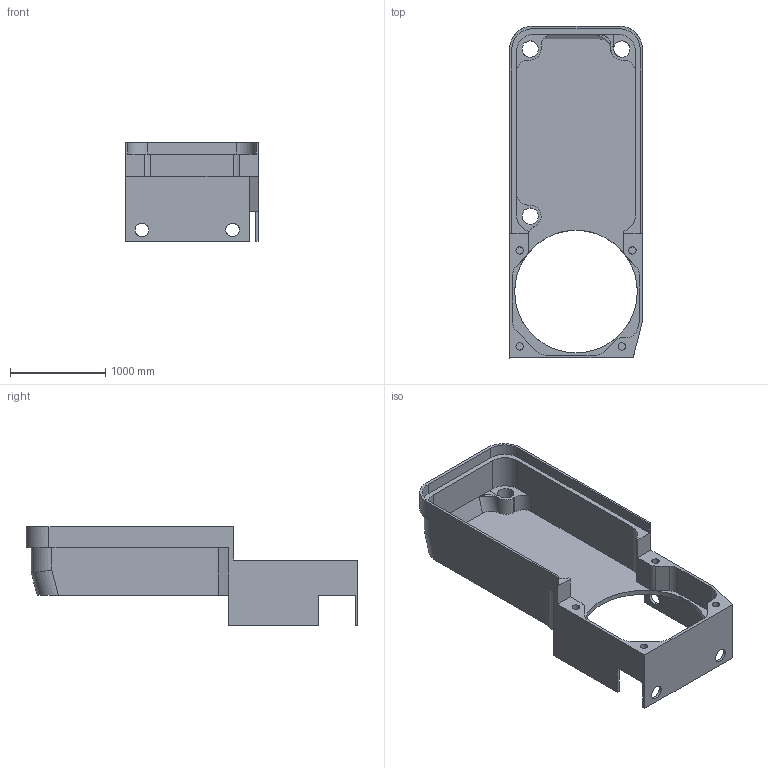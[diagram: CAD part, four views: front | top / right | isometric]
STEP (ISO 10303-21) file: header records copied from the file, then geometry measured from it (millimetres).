
FILE_DESCRIPTION(('produced by SPATIAL CORP'),'2;1');
FILE_NAME( 'part2.step.hh.sat.stp','2002-04-22T10:02:09+00:00',('SPATIAL CORP'),('SPATIAL CORP'), 'ACIS STEP Husk','http://www.spatial.com','SPATIAL CORP');
FILE_SCHEMA(('CONFIG_CONTROL_DESIGN'));
Length unit declared in the file: millimetre
Products named in the file (1): PRODUCT_ID_1
Bounding box: 1390 x 3476 x 1035 mm (x, y, z)
Volume: 463162327.7 mm3; surface area: 19710998 mm2
Topology: 1 solids, 1 shells, 145 faces, 428 edges, 287 vertices
Faces by surface type: plane 74, cylinder 71
Entity records: 4471 total; most frequent: ORIENTED_EDGE 858, CARTESIAN_POINT 748, DIRECTION 668, EDGE_CURVE 429, VERTEX_POINT 288, VECTOR 252, LINE 252, AXIS2_PLACEMENT_3D 208
